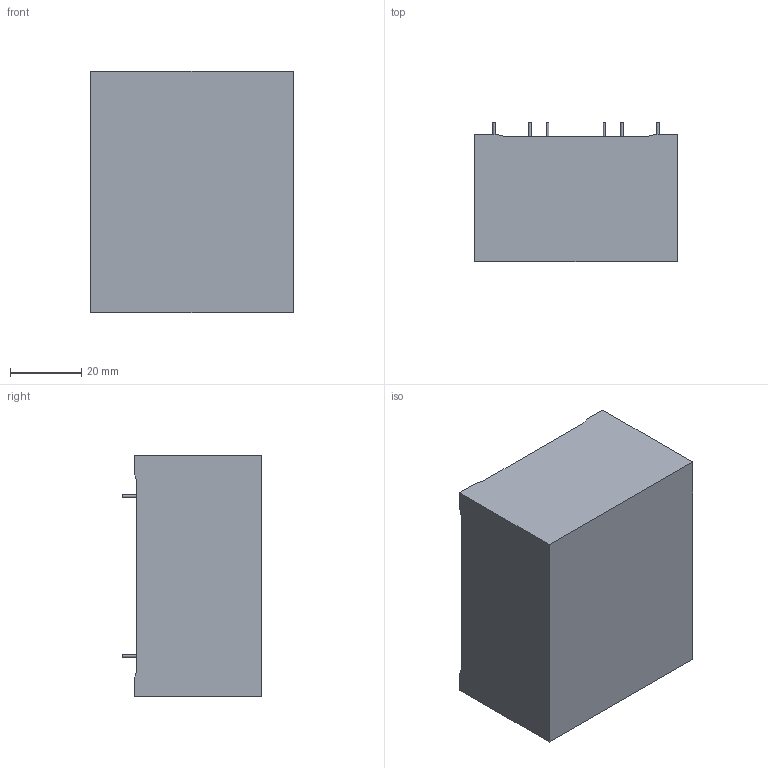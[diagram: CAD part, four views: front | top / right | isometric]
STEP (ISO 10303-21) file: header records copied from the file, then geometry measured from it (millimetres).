
FILE_DESCRIPTION (( 'STEP AP214' ), '1' );
FILE_NAME ('139853_defeature.STEP', '2019-05-24T07:18:34', ( '' ), ( '' ), 'SwSTEP 2.0', 'SolidWorks 2018', '' );
FILE_SCHEMA (( 'AUTOMOTIVE_DESIGN' ));
Length unit declared in the file: millimetre
Products named in the file (1): 139853_defeature
Bounding box: 57 x 39.2 x 68 mm (x, y, z)
Volume: 136155.4 mm3; surface area: 16680.8 mm2
Topology: 1 solids, 1 shells, 54 faces, 124 edges, 80 vertices
Faces by surface type: plane 46, cylinder 8
Full cylindrical faces by diameter (mm): 0.8 x8
Entity records: 1609 total; most frequent: CARTESIAN_POINT 235, DIRECTION 234, ORIENTED_EDGE 216, EDGE_CURVE 108, LINE 92, VECTOR 92, VERTEX_POINT 72, AXIS2_PLACEMENT_3D 71
